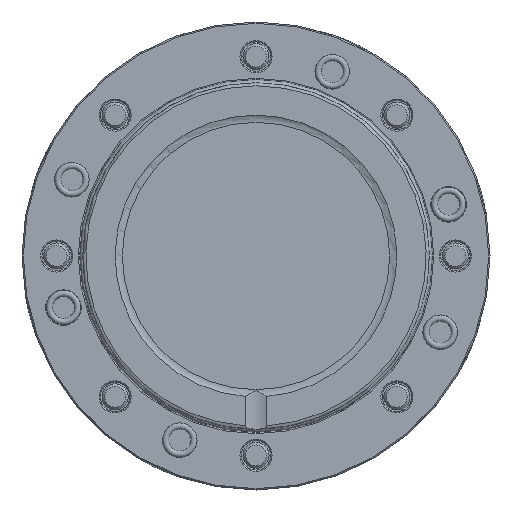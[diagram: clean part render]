
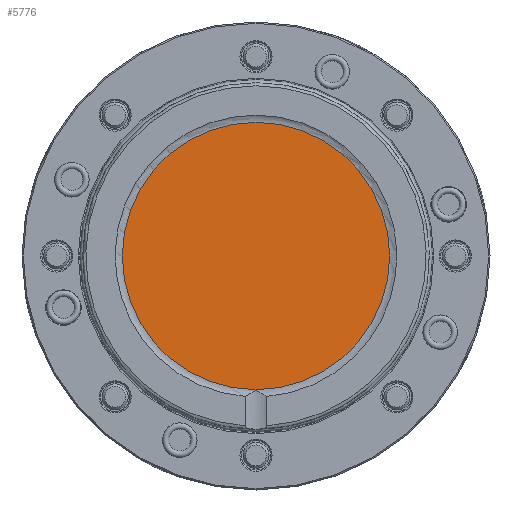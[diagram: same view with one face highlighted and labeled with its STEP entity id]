
A CAD part, front view. The second image highlights one B-rep face of the part: STEP entity #5776.
In plain terms, the highlighted planar face has unit normal (0, -1, 0).
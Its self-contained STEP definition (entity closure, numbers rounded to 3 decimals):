
#948 = EDGE_CURVE ( 'NONE', #9859, #9859, #14486, .T. ) ;
#1629 = CARTESIAN_POINT ( 'NONE',  ( 0., -38.5, 0. ) ) ;
#1638 = AXIS2_PLACEMENT_3D ( 'NONE', #18879, #10291, #16994 ) ;
#1775 = PLANE ( 'NONE',  #1638 ) ;
#4142 = ORIENTED_EDGE ( 'NONE', *, *, #948, .F. ) ;
#5776 = ADVANCED_FACE ( 'NONE', ( #6709 ), #1775, .T. ) ;
#6604 = CARTESIAN_POINT ( 'NONE',  ( 0., -38.5, 30.842 ) ) ;
#6709 = FACE_OUTER_BOUND ( 'NONE', #13576, .T. ) ;
#8132 = AXIS2_PLACEMENT_3D ( 'NONE', #1629, #16520, #20300 ) ;
#9859 = VERTEX_POINT ( 'NONE', #6604 ) ;
#10291 = DIRECTION ( 'NONE',  ( 0., -1., 0. ) ) ;
#13576 = EDGE_LOOP ( 'NONE', ( #4142 ) ) ;
#14486 = CIRCLE ( 'NONE', #8132, 30.842 ) ;
#16520 = DIRECTION ( 'NONE',  ( 0., 1., 0. ) ) ;
#16994 = DIRECTION ( 'NONE',  ( 0., 0., -1. ) ) ;
#18879 = CARTESIAN_POINT ( 'NONE',  ( 30.842, -38.5, 0. ) ) ;
#20300 = DIRECTION ( 'NONE',  ( 0., 0., 1. ) ) ;
